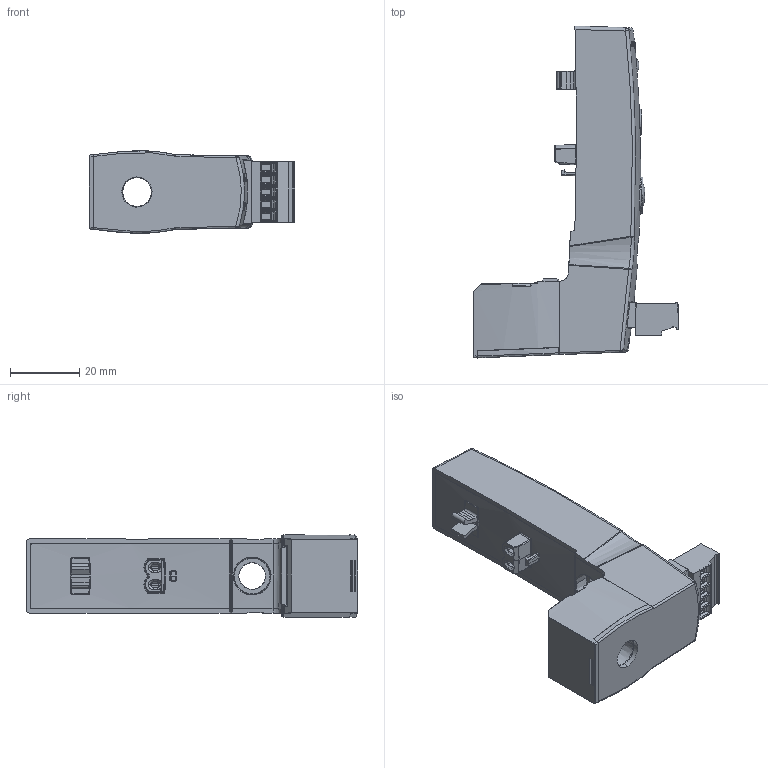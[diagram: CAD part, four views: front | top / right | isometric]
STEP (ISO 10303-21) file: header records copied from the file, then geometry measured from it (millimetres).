
FILE_DESCRIPTION (( 'STEP AP214' ), '1' );
FILE_NAME ('NOVA Current Module REV1-1.STEP', '2016-07-20T22:03:54', ( '' ), ( '' ), 'SwSTEP 2.0', 'SolidWorks 2015', '' );
FILE_SCHEMA (( 'AUTOMOTIVE_DESIGN' ));
Length unit declared in the file: inch
Products named in the file (1): NOVA Current Module REV1-1
Bounding box: 59.51 x 96.12 x 23.86 mm (x, y, z)
Surface area: 30497.3 mm2 (no closed solid volume)
Topology: 0 solids, 9 shells, 2372 faces, 6339 edges, 4014 vertices
Faces by surface type: plane 1045, bspline 801, cylinder 405, cone 120, sphere 1
Entity records: 138451 total; most frequent: CARTESIAN_POINT 56663, ORIENTED_EDGE 12504, DIRECTION 7523, EDGE_CURVE 6253, VERTEX_POINT 4014, VECTOR 2913, LINE 2913, EDGE_LOOP 2542
